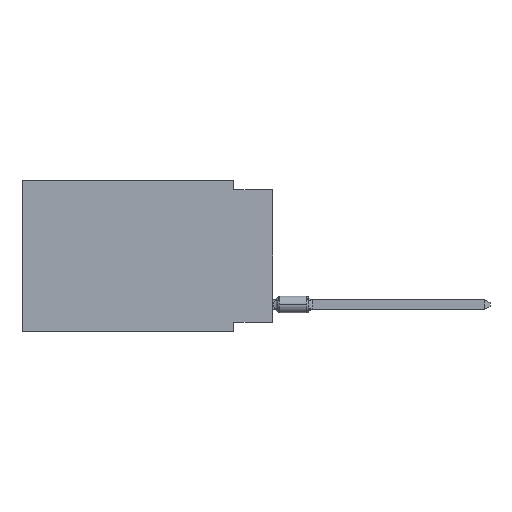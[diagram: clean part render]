
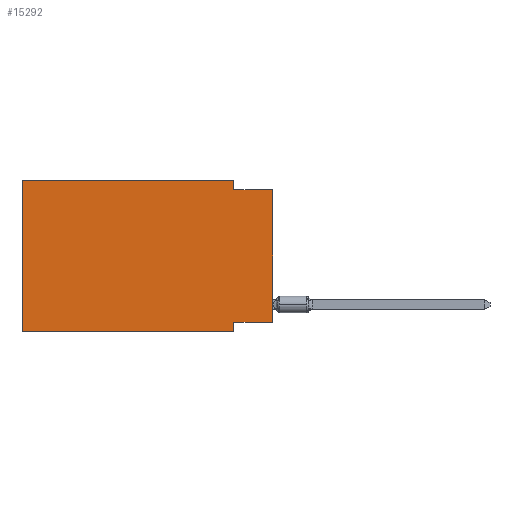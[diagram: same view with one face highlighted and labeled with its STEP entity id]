
A CAD part, left-side view. The second image highlights one B-rep face of the part: STEP entity #15292.
In plain terms, the highlighted planar face has unit normal (-1, 0, 0).
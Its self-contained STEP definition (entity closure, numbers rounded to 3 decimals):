
#130 = ORIENTED_EDGE ( 'NONE', *, *, #10383, .F. ) ;
#174 = EDGE_CURVE ( 'NONE', #5573, #6461, #1027, .T. ) ;
#335 = CARTESIAN_POINT ( 'NONE',  ( 0., 16.383, 0. ) ) ;
#371 = DIRECTION ( 'NONE',  ( 0., 0., -1. ) ) ;
#561 = CARTESIAN_POINT ( 'NONE',  ( 0., 16.383, 0. ) ) ;
#591 = ORIENTED_EDGE ( 'NONE', *, *, #4214, .F. ) ;
#786 = DIRECTION ( 'NONE',  ( 0., 0., -1. ) ) ;
#1027 = LINE ( 'NONE', #2136, #2761 ) ;
#1043 = PLANE ( 'NONE',  #5579 ) ;
#1498 = CARTESIAN_POINT ( 'NONE',  ( 0., 2.54, 0. ) ) ;
#1825 = CARTESIAN_POINT ( 'NONE',  ( 0., 2.54, -9.906 ) ) ;
#1986 = LINE ( 'NONE', #7188, #11311 ) ;
#2136 = CARTESIAN_POINT ( 'NONE',  ( 0., 0., -0.635 ) ) ;
#2542 = EDGE_LOOP ( 'NONE', ( #6958, #3417, #130, #11891, #12960, #16822, #591, #12052 ) ) ;
#2761 = VECTOR ( 'NONE', #10078, 1000. ) ;
#3214 = VECTOR ( 'NONE', #3779, 1000. ) ;
#3417 = ORIENTED_EDGE ( 'NONE', *, *, #174, .F. ) ;
#3422 = FACE_OUTER_BOUND ( 'NONE', #2542, .T. ) ;
#3779 = DIRECTION ( 'NONE',  ( 0., 0., 1. ) ) ;
#4114 = EDGE_CURVE ( 'NONE', #16525, #10105, #9262, .T. ) ;
#4214 = EDGE_CURVE ( 'NONE', #9789, #11585, #11990, .T. ) ;
#4350 = LINE ( 'NONE', #335, #9896 ) ;
#4793 = CARTESIAN_POINT ( 'NONE',  ( 0., 0., -9.271 ) ) ;
#5069 = CARTESIAN_POINT ( 'NONE',  ( 0., 16.383, 0. ) ) ;
#5412 = CARTESIAN_POINT ( 'NONE',  ( 0., 0., -0.635 ) ) ;
#5573 = VERTEX_POINT ( 'NONE', #16266 ) ;
#5579 = AXIS2_PLACEMENT_3D ( 'NONE', #5069, #16684, #786 ) ;
#5644 = DIRECTION ( 'NONE',  ( 0., 0., 1. ) ) ;
#6380 = VECTOR ( 'NONE', #9367, 1000. ) ;
#6461 = VERTEX_POINT ( 'NONE', #5412 ) ;
#6651 = VERTEX_POINT ( 'NONE', #4793 ) ;
#6777 = CARTESIAN_POINT ( 'NONE',  ( 0., 16.383, 0. ) ) ;
#6958 = ORIENTED_EDGE ( 'NONE', *, *, #14114, .T. ) ;
#7045 = EDGE_CURVE ( 'NONE', #6651, #9789, #11264, .T. ) ;
#7188 = CARTESIAN_POINT ( 'NONE',  ( 0., 16.383, -9.906 ) ) ;
#7322 = CARTESIAN_POINT ( 'NONE',  ( 0., 2.54, -9.906 ) ) ;
#7992 = LINE ( 'NONE', #1498, #6380 ) ;
#8407 = VECTOR ( 'NONE', #371, 1000. ) ;
#9222 = EDGE_CURVE ( 'NONE', #10105, #10222, #4350, .T. ) ;
#9262 = LINE ( 'NONE', #6777, #3214 ) ;
#9367 = DIRECTION ( 'NONE',  ( 0., 0., -1. ) ) ;
#9399 = CARTESIAN_POINT ( 'NONE',  ( 0., 0., 0. ) ) ;
#9571 = DIRECTION ( 'NONE',  ( 0., -1., 0. ) ) ;
#9789 = VERTEX_POINT ( 'NONE', #16568 ) ;
#9896 = VECTOR ( 'NONE', #9571, 1000. ) ;
#10078 = DIRECTION ( 'NONE',  ( 0., -1., 0. ) ) ;
#10105 = VERTEX_POINT ( 'NONE', #561 ) ;
#10222 = VERTEX_POINT ( 'NONE', #11497 ) ;
#10231 = CARTESIAN_POINT ( 'NONE',  ( 0., 16.383, -9.906 ) ) ;
#10383 = EDGE_CURVE ( 'NONE', #10222, #5573, #7992, .T. ) ;
#11264 = LINE ( 'NONE', #15371, #15730 ) ;
#11311 = VECTOR ( 'NONE', #13536, 1000. ) ;
#11497 = CARTESIAN_POINT ( 'NONE',  ( 0., 2.54, 0. ) ) ;
#11520 = VECTOR ( 'NONE', #5644, 1000. ) ;
#11585 = VERTEX_POINT ( 'NONE', #7322 ) ;
#11891 = ORIENTED_EDGE ( 'NONE', *, *, #9222, .F. ) ;
#11990 = LINE ( 'NONE', #1825, #8407 ) ;
#12052 = ORIENTED_EDGE ( 'NONE', *, *, #7045, .F. ) ;
#12278 = LINE ( 'NONE', #9399, #11520 ) ;
#12960 = ORIENTED_EDGE ( 'NONE', *, *, #4114, .F. ) ;
#13536 = DIRECTION ( 'NONE',  ( 0., -1., 0. ) ) ;
#14114 = EDGE_CURVE ( 'NONE', #6651, #6461, #12278, .T. ) ;
#15292 = ADVANCED_FACE ( 'NONE', ( #3422 ), #1043, .F. ) ;
#15371 = CARTESIAN_POINT ( 'NONE',  ( 0., 0., -9.271 ) ) ;
#15607 = EDGE_CURVE ( 'NONE', #16525, #11585, #1986, .T. ) ;
#15730 = VECTOR ( 'NONE', #16312, 1000. ) ;
#16266 = CARTESIAN_POINT ( 'NONE',  ( 0., 2.54, -0.635 ) ) ;
#16312 = DIRECTION ( 'NONE',  ( 0., 1., 0. ) ) ;
#16525 = VERTEX_POINT ( 'NONE', #10231 ) ;
#16568 = CARTESIAN_POINT ( 'NONE',  ( 0., 2.54, -9.271 ) ) ;
#16684 = DIRECTION ( 'NONE',  ( 1., 0., 0. ) ) ;
#16822 = ORIENTED_EDGE ( 'NONE', *, *, #15607, .T. ) ;
